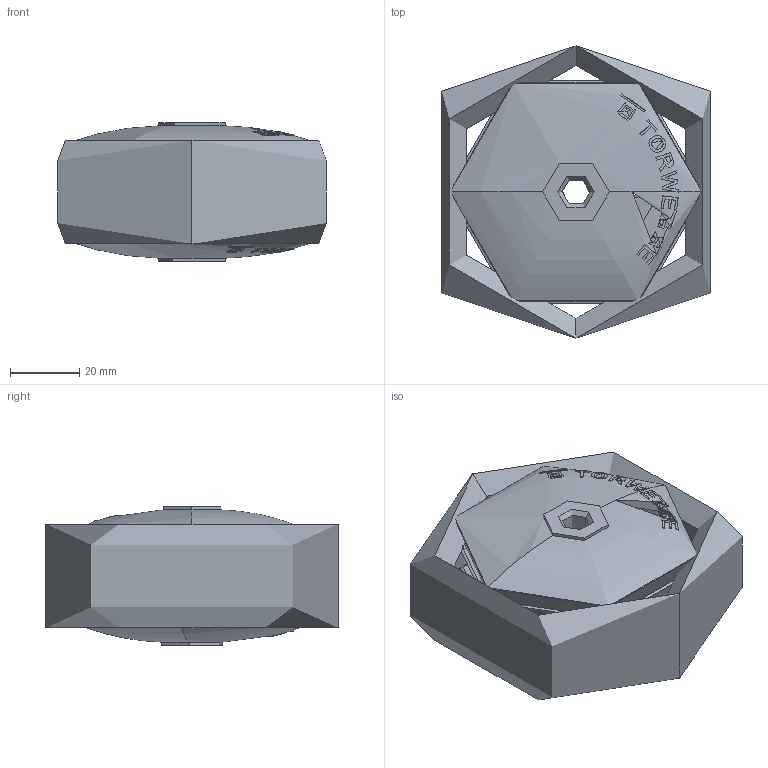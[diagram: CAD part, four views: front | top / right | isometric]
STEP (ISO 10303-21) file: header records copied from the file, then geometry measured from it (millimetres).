
FILE_DESCRIPTION (( 'STEP AP214' ), '1' );
FILE_NAME ('0034073.step', '2023-01-16T11:00:13', ( '' ), ( '' ), 'SwSTEP 2.0', 'SolidWorks 2020', '' );
FILE_SCHEMA (( 'AUTOMOTIVE_DESIGN' ));
Length unit declared in the file: millimetre
Products named in the file (1): 0034073
Bounding box: 77.52 x 84.5 x 40 mm (x, y, z)
Surface area: 35543.2 mm2 (no closed solid volume)
Topology: 0 solids, 5 shells, 295 faces, 950 edges, 648 vertices
Faces by surface type: bspline 221, torus 48, cone 12, cylinder 8, plane 6
Entity records: 24415 total; most frequent: CARTESIAN_POINT 15198, ORIENTED_EDGE 1652, EDGE_CURVE 950, B_SPLINE_CURVE_WITH_KNOTS 842, VERTEX_POINT 648, DIRECTION 332, EDGE_LOOP 327, UNCERTAINTY_MEASURE_WITH_UNIT 297
